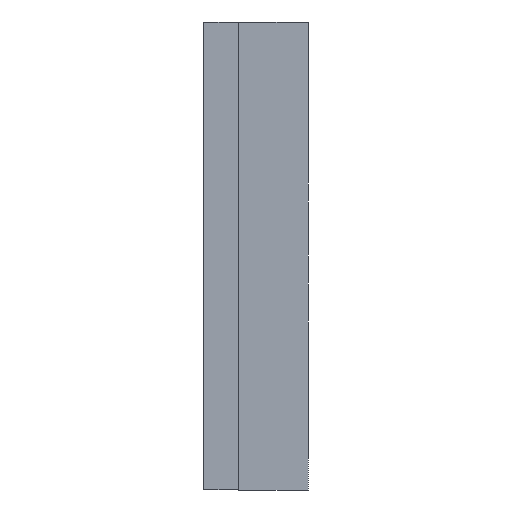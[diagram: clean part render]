
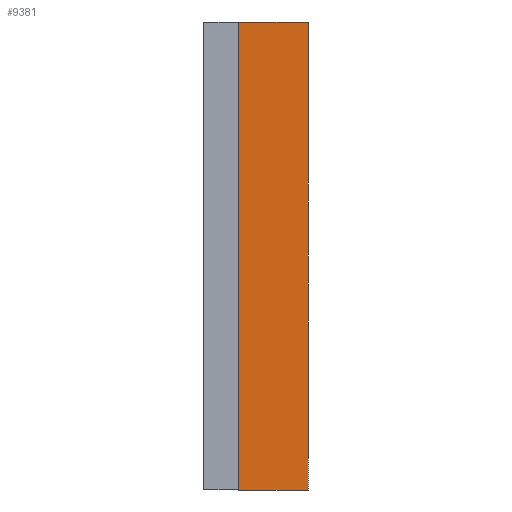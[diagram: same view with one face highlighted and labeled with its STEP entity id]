
A CAD part, left-side view. The second image highlights one B-rep face of the part: STEP entity #9381.
In plain terms, the highlighted planar face has unit normal (-1, 0, 0).
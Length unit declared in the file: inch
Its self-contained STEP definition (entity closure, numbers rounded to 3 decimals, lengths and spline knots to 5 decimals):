
#634 = ORIENTED_EDGE ( 'NONE', *, *, #14922, .T. ) ;
#757 = VERTEX_POINT ( 'NONE', #15170 ) ;
#967 = CARTESIAN_POINT ( 'NONE',  ( -2.86, 0.25, 1.675 ) ) ;
#1122 = EDGE_LOOP ( 'NONE', ( #18500, #18706, #634, #8912 ) ) ;
#1151 = VERTEX_POINT ( 'NONE', #17601 ) ;
#1251 = DIRECTION ( 'NONE',  ( 0., -1., 0. ) ) ;
#1455 = DIRECTION ( 'NONE',  ( 1., 0., 0. ) ) ;
#1975 = VERTEX_POINT ( 'NONE', #5758 ) ;
#2164 = VECTOR ( 'NONE', #3271, 39.37008 ) ;
#2915 = CARTESIAN_POINT ( 'NONE',  ( -2.86, 0., 1.675 ) ) ;
#2927 = VECTOR ( 'NONE', #1251, 39.37008 ) ;
#3077 = FACE_OUTER_BOUND ( 'NONE', #1122, .T. ) ;
#3271 = DIRECTION ( 'NONE',  ( 0., 0., 1. ) ) ;
#4496 = LINE ( 'NONE', #16375, #2164 ) ;
#4513 = CARTESIAN_POINT ( 'NONE',  ( -2.86, 0., 1.675 ) ) ;
#5290 = EDGE_CURVE ( 'NONE', #1975, #1151, #4496, .T. ) ;
#5758 = CARTESIAN_POINT ( 'NONE',  ( -2.86, 0.5, -1.675 ) ) ;
#6534 = VECTOR ( 'NONE', #8890, 39.37008 ) ;
#8239 = CARTESIAN_POINT ( 'NONE',  ( -2.86, 0.25, -1.675 ) ) ;
#8659 = LINE ( 'NONE', #4513, #14205 ) ;
#8822 = DIRECTION ( 'NONE',  ( 0., 0., -1. ) ) ;
#8890 = DIRECTION ( 'NONE',  ( 0., -1., 0. ) ) ;
#8912 = ORIENTED_EDGE ( 'NONE', *, *, #12629, .F. ) ;
#9011 = CARTESIAN_POINT ( 'NONE',  ( -2.86, 0.25, 1.675 ) ) ;
#9381 = ADVANCED_FACE ( 'NONE', ( #3077 ), #13318, .F. ) ;
#10530 = EDGE_CURVE ( 'NONE', #1975, #757, #18359, .T. ) ;
#12271 = VERTEX_POINT ( 'NONE', #2915 ) ;
#12629 = EDGE_CURVE ( 'NONE', #1151, #12271, #14063, .T. ) ;
#13318 = PLANE ( 'NONE',  #16659 ) ;
#14063 = LINE ( 'NONE', #967, #6534 ) ;
#14205 = VECTOR ( 'NONE', #16290, 39.37008 ) ;
#14922 = EDGE_CURVE ( 'NONE', #757, #12271, #8659, .T. ) ;
#15170 = CARTESIAN_POINT ( 'NONE',  ( -2.86, 0., -1.675 ) ) ;
#16290 = DIRECTION ( 'NONE',  ( 0., 0., 1. ) ) ;
#16375 = CARTESIAN_POINT ( 'NONE',  ( -2.86, 0.5, -1.675 ) ) ;
#16659 = AXIS2_PLACEMENT_3D ( 'NONE', #9011, #1455, #8822 ) ;
#17601 = CARTESIAN_POINT ( 'NONE',  ( -2.86, 0.5, 1.675 ) ) ;
#18359 = LINE ( 'NONE', #8239, #2927 ) ;
#18500 = ORIENTED_EDGE ( 'NONE', *, *, #5290, .F. ) ;
#18706 = ORIENTED_EDGE ( 'NONE', *, *, #10530, .T. ) ;
